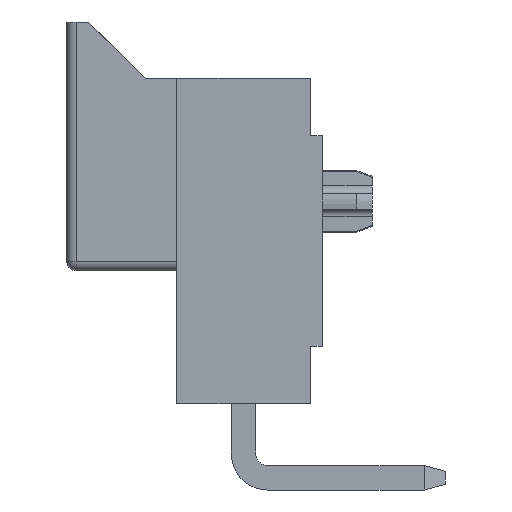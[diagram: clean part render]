
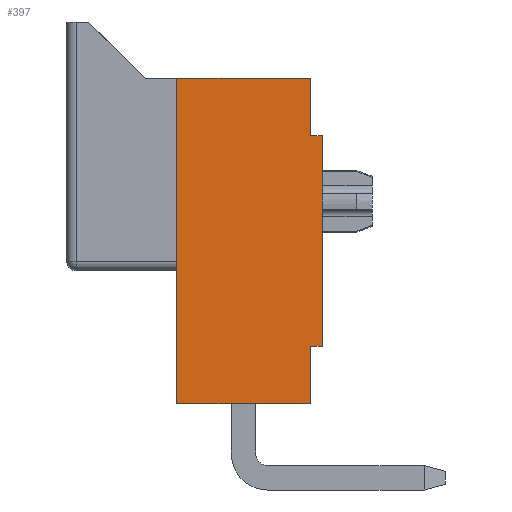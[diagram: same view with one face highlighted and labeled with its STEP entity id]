
A CAD part, left-side view. The second image highlights one B-rep face of the part: STEP entity #397.
In plain terms, the highlighted planar face has unit normal (-1, 0, 0).
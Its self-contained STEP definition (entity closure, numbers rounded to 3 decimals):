
#21 = EDGE_CURVE('',#22,#24,#26,.T.);
#22 = VERTEX_POINT('',#23);
#23 = CARTESIAN_POINT('',(-7.97,-1.74,-4.23));
#24 = VERTEX_POINT('',#25);
#25 = CARTESIAN_POINT('',(-7.97,-1.74,-2.73));
#26 = LINE('',#27,#28);
#27 = CARTESIAN_POINT('',(-7.97,-1.74,-4.23));
#28 = VECTOR('',#29,1.);
#29 = DIRECTION('',(0.,0.,1.));
#48 = VERTEX_POINT('',#49);
#49 = CARTESIAN_POINT('',(-7.97,-1.74,2.73));
#55 = EDGE_CURVE('',#48,#56,#58,.T.);
#56 = VERTEX_POINT('',#57);
#57 = CARTESIAN_POINT('',(-7.97,-1.74,4.23));
#58 = LINE('',#59,#60);
#59 = CARTESIAN_POINT('',(-7.97,-1.74,2.73));
#60 = VECTOR('',#61,1.);
#61 = DIRECTION('',(0.,0.,1.));
#397 = ADVANCED_FACE('',(#398),#446,.T.);
#398 = FACE_BOUND('',#399,.F.);
#399 = EDGE_LOOP('',(#400,#401,#409,#417,#423,#424,#432,#440));
#400 = ORIENTED_EDGE('',*,*,#55,.F.);
#401 = ORIENTED_EDGE('',*,*,#402,.T.);
#402 = EDGE_CURVE('',#48,#403,#405,.T.);
#403 = VERTEX_POINT('',#404);
#404 = CARTESIAN_POINT('',(-7.97,-2.04,2.73));
#405 = LINE('',#406,#407);
#406 = CARTESIAN_POINT('',(-7.97,-1.74,2.73));
#407 = VECTOR('',#408,1.);
#408 = DIRECTION('',(0.,-1.,0.));
#409 = ORIENTED_EDGE('',*,*,#410,.T.);
#410 = EDGE_CURVE('',#403,#411,#413,.T.);
#411 = VERTEX_POINT('',#412);
#412 = CARTESIAN_POINT('',(-7.97,-2.04,-2.73));
#413 = LINE('',#414,#415);
#414 = CARTESIAN_POINT('',(-7.97,-2.04,2.73));
#415 = VECTOR('',#416,1.);
#416 = DIRECTION('',(0.,0.,-1.));
#417 = ORIENTED_EDGE('',*,*,#418,.F.);
#418 = EDGE_CURVE('',#24,#411,#419,.T.);
#419 = LINE('',#420,#421);
#420 = CARTESIAN_POINT('',(-7.97,-1.74,-2.73));
#421 = VECTOR('',#422,1.);
#422 = DIRECTION('',(0.,-1.,0.));
#423 = ORIENTED_EDGE('',*,*,#21,.F.);
#424 = ORIENTED_EDGE('',*,*,#425,.T.);
#425 = EDGE_CURVE('',#22,#426,#428,.T.);
#426 = VERTEX_POINT('',#427);
#427 = CARTESIAN_POINT('',(-7.97,1.74,-4.23));
#428 = LINE('',#429,#430);
#429 = CARTESIAN_POINT('',(-7.97,-1.74,-4.23));
#430 = VECTOR('',#431,1.);
#431 = DIRECTION('',(0.,1.,0.));
#432 = ORIENTED_EDGE('',*,*,#433,.T.);
#433 = EDGE_CURVE('',#426,#434,#436,.T.);
#434 = VERTEX_POINT('',#435);
#435 = CARTESIAN_POINT('',(-7.97,1.74,4.23));
#436 = LINE('',#437,#438);
#437 = CARTESIAN_POINT('',(-7.97,1.74,-4.23));
#438 = VECTOR('',#439,1.);
#439 = DIRECTION('',(0.,0.,1.));
#440 = ORIENTED_EDGE('',*,*,#441,.F.);
#441 = EDGE_CURVE('',#56,#434,#442,.T.);
#442 = LINE('',#443,#444);
#443 = CARTESIAN_POINT('',(-7.97,-1.74,4.23));
#444 = VECTOR('',#445,1.);
#445 = DIRECTION('',(0.,1.,0.));
#446 = PLANE('',#447);
#447 = AXIS2_PLACEMENT_3D('',#448,#449,#450);
#448 = CARTESIAN_POINT('',(-7.97,-1.74,-4.23));
#449 = DIRECTION('',(-1.,0.,0.));
#450 = DIRECTION('',(0.,0.,1.));
